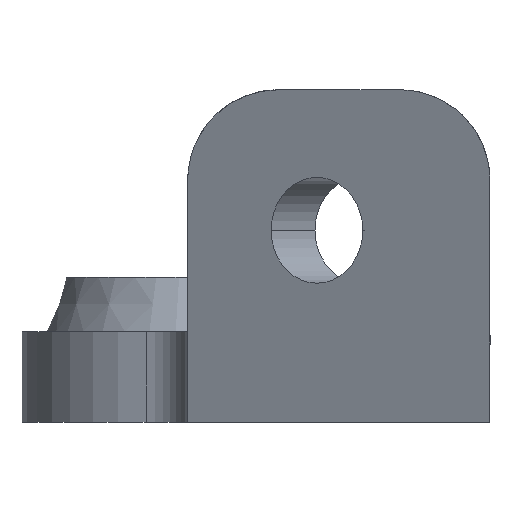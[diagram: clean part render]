
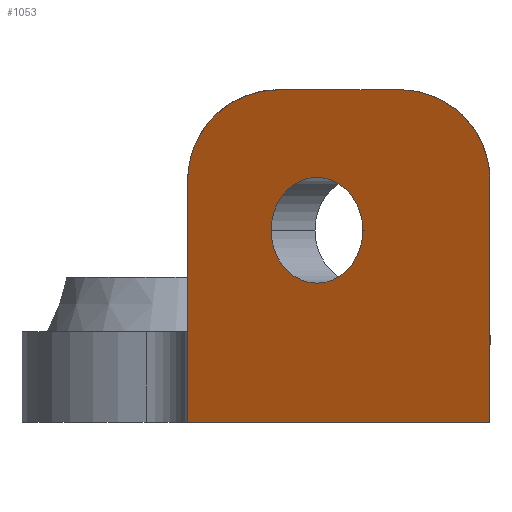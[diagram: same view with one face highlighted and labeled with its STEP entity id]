
A CAD part, left-side view. The second image highlights one B-rep face of the part: STEP entity #1053.
In plain terms, the highlighted planar face has unit normal (-0.866, 0.5, 0).
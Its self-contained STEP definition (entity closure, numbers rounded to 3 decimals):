
#1 = CARTESIAN_POINT ( 'NONE',  ( -38.729, -67.081, 12.7 ) ) ;
#10 = LINE ( 'NONE', #880, #733 ) ;
#22 = CIRCLE ( 'NONE', #502, 3.5 ) ;
#37 = CARTESIAN_POINT ( 'NONE',  ( -33.793, -58.531, 22. ) ) ;
#79 = FACE_BOUND ( 'NONE', #257, .T. ) ;
#110 = DIRECTION ( 'NONE',  ( 0.866, -0.5, 0. ) ) ;
#117 = ORIENTED_EDGE ( 'NONE', *, *, #504, .F. ) ;
#125 = CARTESIAN_POINT ( 'NONE',  ( -40.479, -70.112, 12.7 ) ) ;
#134 = AXIS2_PLACEMENT_3D ( 'NONE', #403, #315, #1278 ) ;
#156 = DIRECTION ( 'NONE',  ( 0., 0., -1. ) ) ;
#186 = VECTOR ( 'NONE', #740, 1000. ) ;
#191 = VERTEX_POINT ( 'NONE', #1235 ) ;
#200 = CARTESIAN_POINT ( 'NONE',  ( -35.228, -61.016, 22. ) ) ;
#218 = EDGE_CURVE ( 'NONE', #903, #236, #655, .T. ) ;
#222 = EDGE_CURVE ( 'NONE', #986, #236, #724, .T. ) ;
#236 = VERTEX_POINT ( 'NONE', #622 ) ;
#257 = EDGE_LOOP ( 'NONE', ( #546, #1197 ) ) ;
#273 = ORIENTED_EDGE ( 'NONE', *, *, #222, .T. ) ;
#282 = EDGE_LOOP ( 'NONE', ( #117, #273, #897, #1248, #290, #950 ) ) ;
#286 = DIRECTION ( 'NONE',  ( 0.5, 0.866, 0. ) ) ;
#290 = ORIENTED_EDGE ( 'NONE', *, *, #1097, .T. ) ;
#291 = DIRECTION ( 'NONE',  ( 0.866, -0.5, 0. ) ) ;
#299 = VERTEX_POINT ( 'NONE', #125 ) ;
#315 = DIRECTION ( 'NONE',  ( 0.866, -0.5, 0. ) ) ;
#351 = CARTESIAN_POINT ( 'NONE',  ( -33.793, -58.531, 19.515 ) ) ;
#355 = CARTESIAN_POINT ( 'NONE',  ( -45.34, -78.531, 6. ) ) ;
#369 = LINE ( 'NONE', #355, #1128 ) ;
#393 = VECTOR ( 'NONE', #1026, 1000. ) ;
#403 = CARTESIAN_POINT ( 'NONE',  ( -38.729, -67.081, 12.7 ) ) ;
#411 = LINE ( 'NONE', #495, #186 ) ;
#430 = CARTESIAN_POINT ( 'NONE',  ( -43.905, -76.045, 22. ) ) ;
#495 = CARTESIAN_POINT ( 'NONE',  ( -33.793, -58.531, 0. ) ) ;
#502 = AXIS2_PLACEMENT_3D ( 'NONE', #1, #110, #286 ) ;
#504 = EDGE_CURVE ( 'NONE', #986, #730, #369, .T. ) ;
#511 = CIRCLE ( 'NONE', #134, 3.5 ) ;
#546 = ORIENTED_EDGE ( 'NONE', *, *, #576, .T. ) ;
#576 = EDGE_CURVE ( 'NONE', #191, #299, #511, .T. ) ;
#589 = CARTESIAN_POINT ( 'NONE',  ( -33.793, -58.531, 6. ) ) ;
#594 = CARTESIAN_POINT ( 'NONE',  ( -33.793, -58.531, 16. ) ) ;
#622 = CARTESIAN_POINT ( 'NONE',  ( -41.876, -72.531, 22. ) ) ;
#652 = EDGE_CURVE ( 'NONE', #1164, #730, #411, .T. ) ;
#655 = LINE ( 'NONE', #37, #393 ) ;
#724 =( BOUNDED_CURVE ( )  B_SPLINE_CURVE ( 3, ( #914, #725, #430, #815 ),
 .UNSPECIFIED., .F., .F. ) 
 B_SPLINE_CURVE_WITH_KNOTS ( ( 4, 4 ),
 ( 3.142, 4.712 ),
 .UNSPECIFIED. ) 
 CURVE ( )  GEOMETRIC_REPRESENTATION_ITEM ( )  RATIONAL_B_SPLINE_CURVE ( ( 1., 0.805, 0.805, 1. ) ) 
 REPRESENTATION_ITEM ( '' )  );
#725 = CARTESIAN_POINT ( 'NONE',  ( -45.34, -78.531, 19.515 ) ) ;
#730 = VERTEX_POINT ( 'NONE', #1025 ) ;
#733 = VECTOR ( 'NONE', #156, 1000. ) ;
#736 = AXIS2_PLACEMENT_3D ( 'NONE', #589, #291, #771 ) ;
#740 = DIRECTION ( 'NONE',  ( -0.5, -0.866, 0. ) ) ;
#760 = DIRECTION ( 'NONE',  ( 0., 0., -1. ) ) ;
#771 = DIRECTION ( 'NONE',  ( 0.5, 0.866, 0. ) ) ;
#779 = CARTESIAN_POINT ( 'NONE',  ( -37.257, -64.531, 22. ) ) ;
#815 = CARTESIAN_POINT ( 'NONE',  ( -41.876, -72.531, 22. ) ) ;
#854 = CARTESIAN_POINT ( 'NONE',  ( -37.257, -64.531, 22. ) ) ;
#858 =( BOUNDED_CURVE ( )  B_SPLINE_CURVE ( 3, ( #779, #200, #351, #1049 ),
 .UNSPECIFIED., .F., .F. ) 
 B_SPLINE_CURVE_WITH_KNOTS ( ( 4, 4 ),
 ( 1.571, 3.142 ),
 .UNSPECIFIED. ) 
 CURVE ( )  GEOMETRIC_REPRESENTATION_ITEM ( )  RATIONAL_B_SPLINE_CURVE ( ( 1., 0.805, 0.805, 1. ) ) 
 REPRESENTATION_ITEM ( '' )  );
#880 = CARTESIAN_POINT ( 'NONE',  ( -33.793, -58.531, 6. ) ) ;
#897 = ORIENTED_EDGE ( 'NONE', *, *, #218, .F. ) ;
#903 = VERTEX_POINT ( 'NONE', #854 ) ;
#914 = CARTESIAN_POINT ( 'NONE',  ( -45.34, -78.531, 16. ) ) ;
#932 = VERTEX_POINT ( 'NONE', #594 ) ;
#950 = ORIENTED_EDGE ( 'NONE', *, *, #652, .T. ) ;
#968 = CARTESIAN_POINT ( 'NONE',  ( -45.34, -78.531, 16. ) ) ;
#986 = VERTEX_POINT ( 'NONE', #968 ) ;
#1025 = CARTESIAN_POINT ( 'NONE',  ( -45.34, -78.531, 0. ) ) ;
#1026 = DIRECTION ( 'NONE',  ( -0.5, -0.866, 0. ) ) ;
#1049 = CARTESIAN_POINT ( 'NONE',  ( -33.793, -58.531, 16. ) ) ;
#1053 = ADVANCED_FACE ( 'NONE', ( #79, #1165 ), #1200, .F. ) ;
#1097 = EDGE_CURVE ( 'NONE', #932, #1164, #10, .T. ) ;
#1104 = EDGE_CURVE ( 'NONE', #903, #932, #858, .T. ) ;
#1128 = VECTOR ( 'NONE', #760, 1000. ) ;
#1140 = CARTESIAN_POINT ( 'NONE',  ( -33.793, -58.531, 0. ) ) ;
#1164 = VERTEX_POINT ( 'NONE', #1140 ) ;
#1165 = FACE_OUTER_BOUND ( 'NONE', #282, .T. ) ;
#1197 = ORIENTED_EDGE ( 'NONE', *, *, #1282, .T. ) ;
#1200 = PLANE ( 'NONE',  #736 ) ;
#1235 = CARTESIAN_POINT ( 'NONE',  ( -36.979, -64.049, 12.7 ) ) ;
#1248 = ORIENTED_EDGE ( 'NONE', *, *, #1104, .T. ) ;
#1278 = DIRECTION ( 'NONE',  ( 0.5, 0.866, 0. ) ) ;
#1282 = EDGE_CURVE ( 'NONE', #299, #191, #22, .T. ) ;
